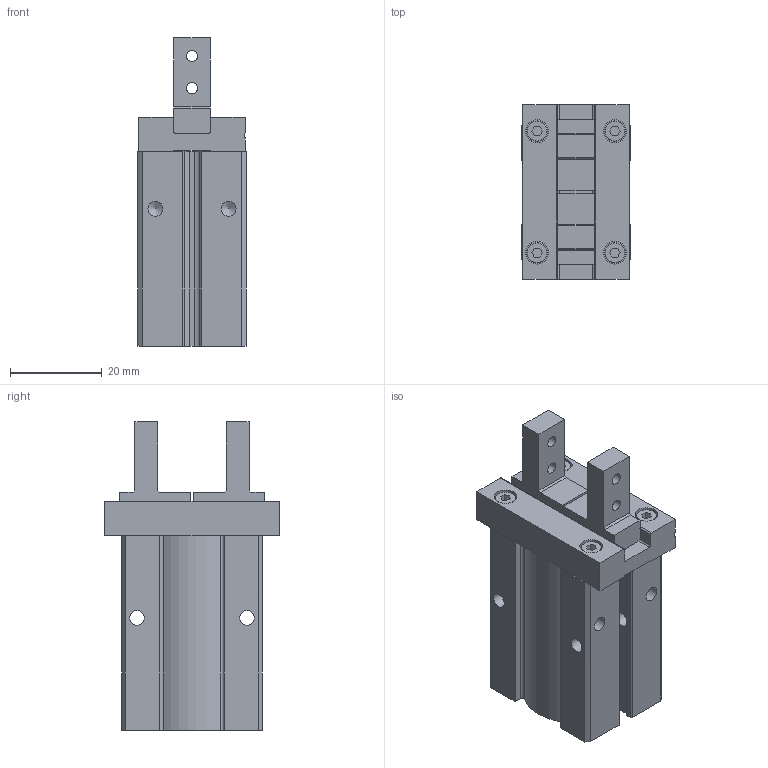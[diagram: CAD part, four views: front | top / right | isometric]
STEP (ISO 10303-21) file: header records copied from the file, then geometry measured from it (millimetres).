
FILE_DESCRIPTION( ( 'STEP AP214' ), '1' );
FILE_NAME( 'MCHC-16(14.9).stp', '2020-01-31T15:38:52', ( '' ), ( '' ), ' ', 'PARTsolutions', ' ' );
FILE_SCHEMA( ( 'AUTOMOTIVE_DESIGN { 1 0 10303 214 1 1 1 1 }' ) );
Length unit declared in the file: millimetre
Products named in the file (3): MCHC-16(14.9); _MCHC-16_(b); _MCHC-16_(f)
Assembly tree (3 placements, depth 2):
  MCHC-16(14.9)
    _MCHC-16_(b)
    _MCHC-16_(f)  x2
Bounding box: 23.6 x 38 x 67.3 mm (x, y, z)
Volume: 33823.3 mm3; surface area: 12523.4 mm2
Topology: 3 solids, 3 shells, 203 faces, 538 edges, 349 vertices
Faces by surface type: plane 133, cylinder 53, cone 17
Full cylindrical faces by diameter (mm): 0.5 x2, 0.69 x2, 2.459 x4, 3 x1, 3.242 x8, 4.134 x2, 4.5 x4, 5 x4, 17 x1
Entity records: 7038 total; most frequent: CARTESIAN_POINT 998, DIRECTION 940, ORIENTED_EDGE 864, EDGE_CURVE 432, AXIS2_PLACEMENT_3D 321, VERTEX_POINT 307, LINE 298, VECTOR 298
